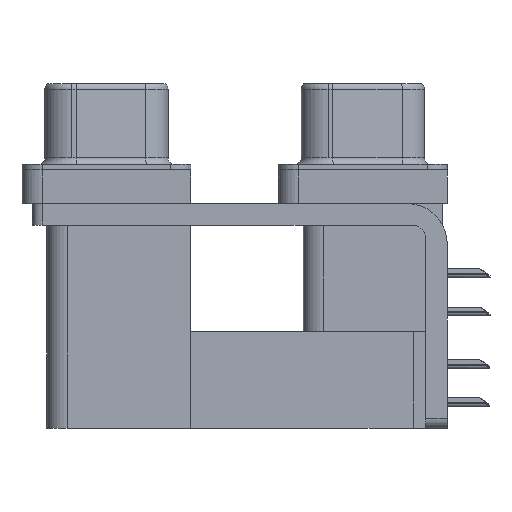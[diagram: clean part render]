
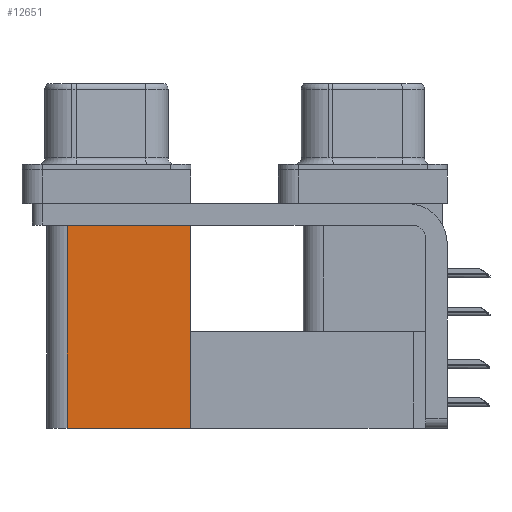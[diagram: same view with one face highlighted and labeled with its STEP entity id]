
A CAD part, left-side view. The second image highlights one B-rep face of the part: STEP entity #12651.
In plain terms, the highlighted planar face has unit normal (-1, 0, 0).
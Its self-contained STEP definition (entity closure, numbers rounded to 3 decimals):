
#2203 = ORIENTED_EDGE ( 'NONE', *, *, #12314, .F. ) ;
#3022 = FACE_OUTER_BOUND ( 'NONE', #13005, .T. ) ;
#4660 = CARTESIAN_POINT ( 'NONE',  ( 3.7, 21.975, -19.2 ) ) ;
#4864 = LINE ( 'NONE', #4660, #32691 ) ;
#4900 = VERTEX_POINT ( 'NONE', #10554 ) ;
#7898 = LINE ( 'NONE', #8310, #8341 ) ;
#8164 = DIRECTION ( 'NONE',  ( 0., 0., 1. ) ) ;
#8310 = CARTESIAN_POINT ( 'NONE',  ( 3.7, 12.775, -19.2 ) ) ;
#8341 = VECTOR ( 'NONE', #19966, 1000. ) ;
#10554 = CARTESIAN_POINT ( 'NONE',  ( 3.7, 12.775, -19.2 ) ) ;
#11999 = DIRECTION ( 'NONE',  ( 0., 1., 0. ) ) ;
#12314 = EDGE_CURVE ( 'NONE', #17516, #21063, #4864, .T. ) ;
#12408 = DIRECTION ( 'NONE',  ( 1., 0., 0. ) ) ;
#12604 = CARTESIAN_POINT ( 'NONE',  ( 3.7, 12.775, -2.5 ) ) ;
#12651 = ADVANCED_FACE ( 'NONE', ( #3022 ), #37912, .F. ) ;
#13005 = EDGE_LOOP ( 'NONE', ( #29011, #2203, #39607, #32809 ) ) ;
#17516 = VERTEX_POINT ( 'NONE', #31294 ) ;
#19966 = DIRECTION ( 'NONE',  ( 0., 1., 0. ) ) ;
#20343 = AXIS2_PLACEMENT_3D ( 'NONE', #27738, #12408, #24876 ) ;
#21063 = VERTEX_POINT ( 'NONE', #35058 ) ;
#23294 = LINE ( 'NONE', #35738, #33128 ) ;
#24125 = VERTEX_POINT ( 'NONE', #35079 ) ;
#24876 = DIRECTION ( 'NONE',  ( 0., 0., -1. ) ) ;
#25371 = VECTOR ( 'NONE', #11999, 1000. ) ;
#27738 = CARTESIAN_POINT ( 'NONE',  ( 3.7, 12.775, -19.2 ) ) ;
#28987 = DIRECTION ( 'NONE',  ( 0., 0., 1. ) ) ;
#29011 = ORIENTED_EDGE ( 'NONE', *, *, #35652, .T. ) ;
#31294 = CARTESIAN_POINT ( 'NONE',  ( 3.7, 21.975, -19.2 ) ) ;
#31697 = EDGE_CURVE ( 'NONE', #4900, #17516, #7898, .T. ) ;
#32691 = VECTOR ( 'NONE', #28987, 1000. ) ;
#32809 = ORIENTED_EDGE ( 'NONE', *, *, #36767, .T. ) ;
#33128 = VECTOR ( 'NONE', #8164, 1000. ) ;
#35058 = CARTESIAN_POINT ( 'NONE',  ( 3.7, 21.975, -2.5 ) ) ;
#35079 = CARTESIAN_POINT ( 'NONE',  ( 3.7, 12.775, -2.5 ) ) ;
#35652 = EDGE_CURVE ( 'NONE', #24125, #21063, #39955, .T. ) ;
#35738 = CARTESIAN_POINT ( 'NONE',  ( 3.7, 12.775, -19.2 ) ) ;
#36767 = EDGE_CURVE ( 'NONE', #4900, #24125, #23294, .T. ) ;
#37912 = PLANE ( 'NONE',  #20343 ) ;
#39607 = ORIENTED_EDGE ( 'NONE', *, *, #31697, .F. ) ;
#39955 = LINE ( 'NONE', #12604, #25371 ) ;
